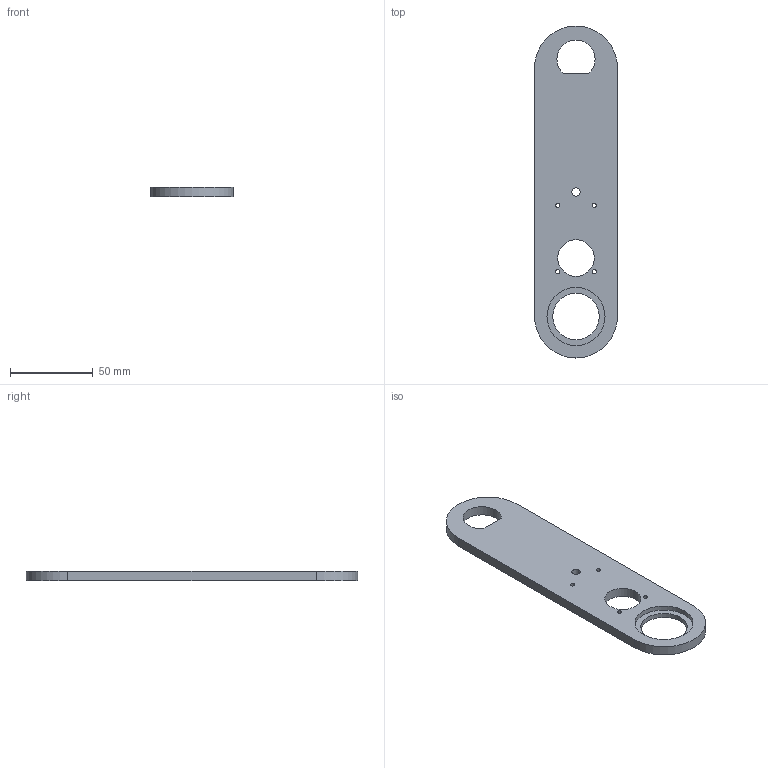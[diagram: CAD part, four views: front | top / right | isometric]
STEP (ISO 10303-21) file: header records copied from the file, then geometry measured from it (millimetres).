
FILE_DESCRIPTION(/* description */ ('STEP AP214'),/* implementation_level */ '2;1');
FILE_NAME(/* name */ '61fa9e87de1f9b6a4c35e63c',/* time_stamp */ '2022-02-02T15:08:56+00:00',/* author */ (''),/* organization */ (''),/* preprocessor_version */ 'ST-DEVELOPER v18.101',/* originating_system */ ' ',/* authorisation */ ' ');
FILE_SCHEMA (('AUTOMOTIVE_DESIGN {1 0 10303 214 3 1 1}'));
Length unit declared in the file: metre
Products named in the file (1): Bras1
Bounding box: 50 x 200 x 6 mm (x, y, z)
Volume: 47229.5 mm3; surface area: 20547.7 mm2
Topology: 1 solids, 1 shells, 17 faces, 42 edges, 28 vertices
Faces by surface type: cylinder 11, plane 6
Full cylindrical faces by diameter (mm): 2.5 x4, 5 x1, 22 x1, 28 x1, 35 x1
Entity records: 540 total; most frequent: DIRECTION 92, CARTESIAN_POINT 80, ORIENTED_EDGE 68, EDGE_LOOP 42, FACE_BOUND 42, AXIS2_PLACEMENT_3D 40, EDGE_CURVE 34, VERTEX_POINT 28
